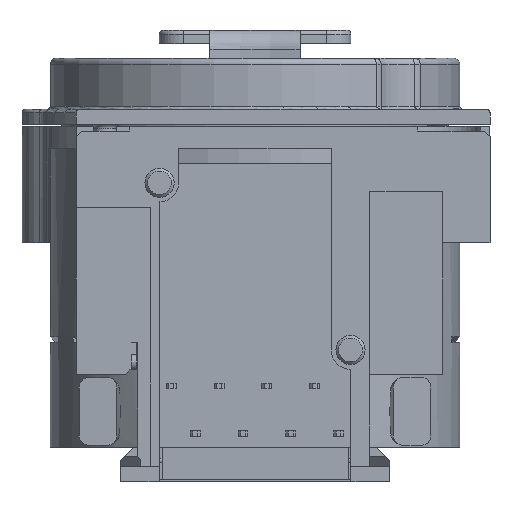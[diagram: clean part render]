
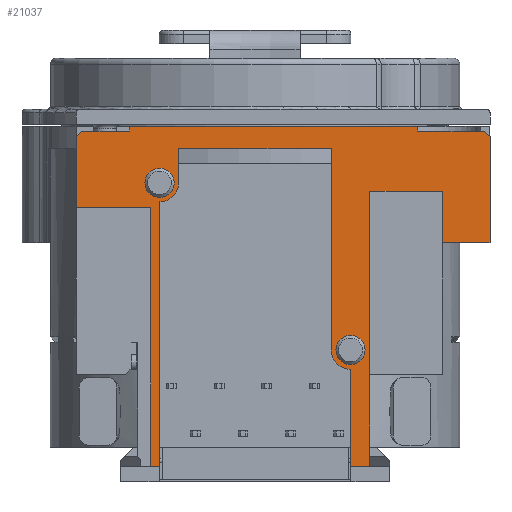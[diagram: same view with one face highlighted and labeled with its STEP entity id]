
A CAD part, front view. The second image highlights one B-rep face of the part: STEP entity #21037.
In plain terms, the highlighted planar face has unit normal (0, -1, 0).
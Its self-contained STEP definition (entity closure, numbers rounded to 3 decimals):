
#445=FACE_BOUND('',#4184,.T.);
#446=FACE_BOUND('',#4185,.T.);
#2293=CIRCLE('',#22455,0.775);
#2294=CIRCLE('',#22458,1.015);
#2295=CIRCLE('',#22459,1.025);
#2296=CIRCLE('',#22460,0.775);
#3024=FACE_OUTER_BOUND('',#4183,.T.);
#4183=EDGE_LOOP('',(#16560,#16561,#16562,#16563,#16564,#16565,#16566,#16567,
#16568,#16569,#16570,#16571,#16572,#16573,#16574,#16575,#16576,#16577,#16578,
#16579,#16580,#16581,#16582,#16583,#16584,#16585));
#4184=EDGE_LOOP('',(#16586));
#4185=EDGE_LOOP('',(#16587));
#5029=LINE('',#30211,#7054);
#5281=LINE('',#31148,#7306);
#5544=LINE('',#32115,#7569);
#5915=LINE('',#34276,#7940);
#5924=LINE('',#34296,#7949);
#5929=LINE('',#34305,#7954);
#5933=LINE('',#34311,#7958);
#6003=LINE('',#34606,#8028);
#6006=LINE('',#34612,#8031);
#6007=LINE('',#34614,#8032);
#6008=LINE('',#34618,#8033);
#6009=LINE('',#34619,#8034);
#6010=LINE('',#34622,#8035);
#6011=LINE('',#34624,#8036);
#6012=LINE('',#34626,#8037);
#6013=LINE('',#34628,#8038);
#6014=LINE('',#34630,#8039);
#6015=LINE('',#34632,#8040);
#6016=LINE('',#34633,#8041);
#6017=LINE('',#34635,#8042);
#6018=LINE('',#34637,#8043);
#6019=LINE('',#34639,#8044);
#6020=LINE('',#34641,#8045);
#6021=LINE('',#34642,#8046);
#7054=VECTOR('',#23650,10.);
#7306=VECTOR('',#24160,10.);
#7569=VECTOR('',#24755,10.);
#7940=VECTOR('',#25714,10.);
#7949=VECTOR('',#25731,10.);
#7954=VECTOR('',#25738,10.);
#7958=VECTOR('',#25746,10.);
#8028=VECTOR('',#25946,10.);
#8031=VECTOR('',#25951,10.);
#8032=VECTOR('',#25952,10.);
#8033=VECTOR('',#25955,10.);
#8034=VECTOR('',#25956,10.);
#8035=VECTOR('',#25959,10.);
#8036=VECTOR('',#25960,10.);
#8037=VECTOR('',#25961,10.);
#8038=VECTOR('',#25962,10.);
#8039=VECTOR('',#25963,10.);
#8040=VECTOR('',#25964,10.);
#8041=VECTOR('',#25965,10.);
#8042=VECTOR('',#25966,10.);
#8043=VECTOR('',#25967,10.);
#8044=VECTOR('',#25968,10.);
#8045=VECTOR('',#25969,10.);
#8046=VECTOR('',#25970,10.);
#9125=VERTEX_POINT('',#30208);
#9126=VERTEX_POINT('',#30210);
#9439=VERTEX_POINT('',#31145);
#9440=VERTEX_POINT('',#31147);
#9730=VERTEX_POINT('',#32112);
#9731=VERTEX_POINT('',#32114);
#10099=VERTEX_POINT('',#34275);
#10105=VERTEX_POINT('',#34293);
#10106=VERTEX_POINT('',#34295);
#10109=VERTEX_POINT('',#34303);
#10186=VERTEX_POINT('',#34597);
#10188=VERTEX_POINT('',#34603);
#10189=VERTEX_POINT('',#34605);
#10191=VERTEX_POINT('',#34611);
#10192=VERTEX_POINT('',#34613);
#10193=VERTEX_POINT('',#34615);
#10194=VERTEX_POINT('',#34617);
#10195=VERTEX_POINT('',#34621);
#10196=VERTEX_POINT('',#34623);
#10197=VERTEX_POINT('',#34625);
#10198=VERTEX_POINT('',#34627);
#10199=VERTEX_POINT('',#34629);
#10200=VERTEX_POINT('',#34631);
#10201=VERTEX_POINT('',#34634);
#10202=VERTEX_POINT('',#34636);
#10203=VERTEX_POINT('',#34638);
#10204=VERTEX_POINT('',#34640);
#10205=VERTEX_POINT('',#34643);
#11119=EDGE_CURVE('',#9125,#9126,#5029,.T.);
#11489=EDGE_CURVE('',#9439,#9440,#5281,.T.);
#11864=EDGE_CURVE('',#9731,#9730,#5544,.T.);
#12433=EDGE_CURVE('',#10099,#9731,#5915,.T.);
#12443=EDGE_CURVE('',#10106,#10105,#5924,.T.);
#12448=EDGE_CURVE('',#10105,#10109,#5929,.T.);
#12452=EDGE_CURVE('',#10109,#9126,#5933,.T.);
#12563=EDGE_CURVE('',#10186,#10186,#2293,.T.);
#12566=EDGE_CURVE('',#10189,#10188,#6003,.T.);
#12569=EDGE_CURVE('',#10191,#10099,#6006,.T.);
#12570=EDGE_CURVE('',#9730,#10192,#6007,.T.);
#12571=EDGE_CURVE('',#10193,#10192,#2294,.T.);
#12572=EDGE_CURVE('',#10193,#10194,#6008,.T.);
#12573=EDGE_CURVE('',#10194,#10189,#6009,.T.);
#12574=EDGE_CURVE('',#10106,#10188,#2295,.T.);
#12575=EDGE_CURVE('',#9125,#10195,#6010,.T.);
#12576=EDGE_CURVE('',#10195,#10196,#6011,.T.);
#12577=EDGE_CURVE('',#10197,#10196,#6012,.T.);
#12578=EDGE_CURVE('',#10198,#10197,#6013,.T.);
#12579=EDGE_CURVE('',#10199,#10198,#6014,.T.);
#12580=EDGE_CURVE('',#10199,#10200,#6015,.T.);
#12581=EDGE_CURVE('',#10200,#9440,#6016,.T.);
#12582=EDGE_CURVE('',#9439,#10201,#6017,.T.);
#12583=EDGE_CURVE('',#10201,#10202,#6018,.T.);
#12584=EDGE_CURVE('',#10203,#10202,#6019,.T.);
#12585=EDGE_CURVE('',#10203,#10204,#6020,.T.);
#12586=EDGE_CURVE('',#10204,#10191,#6021,.T.);
#12587=EDGE_CURVE('',#10205,#10205,#2296,.T.);
#16560=ORIENTED_EDGE('',*,*,#12569,.T.);
#16561=ORIENTED_EDGE('',*,*,#12433,.T.);
#16562=ORIENTED_EDGE('',*,*,#11864,.T.);
#16563=ORIENTED_EDGE('',*,*,#12570,.T.);
#16564=ORIENTED_EDGE('',*,*,#12571,.F.);
#16565=ORIENTED_EDGE('',*,*,#12572,.T.);
#16566=ORIENTED_EDGE('',*,*,#12573,.T.);
#16567=ORIENTED_EDGE('',*,*,#12566,.T.);
#16568=ORIENTED_EDGE('',*,*,#12574,.F.);
#16569=ORIENTED_EDGE('',*,*,#12443,.T.);
#16570=ORIENTED_EDGE('',*,*,#12448,.T.);
#16571=ORIENTED_EDGE('',*,*,#12452,.T.);
#16572=ORIENTED_EDGE('',*,*,#11119,.F.);
#16573=ORIENTED_EDGE('',*,*,#12575,.T.);
#16574=ORIENTED_EDGE('',*,*,#12576,.T.);
#16575=ORIENTED_EDGE('',*,*,#12577,.F.);
#16576=ORIENTED_EDGE('',*,*,#12578,.F.);
#16577=ORIENTED_EDGE('',*,*,#12579,.F.);
#16578=ORIENTED_EDGE('',*,*,#12580,.T.);
#16579=ORIENTED_EDGE('',*,*,#12581,.T.);
#16580=ORIENTED_EDGE('',*,*,#11489,.F.);
#16581=ORIENTED_EDGE('',*,*,#12582,.T.);
#16582=ORIENTED_EDGE('',*,*,#12583,.T.);
#16583=ORIENTED_EDGE('',*,*,#12584,.F.);
#16584=ORIENTED_EDGE('',*,*,#12585,.T.);
#16585=ORIENTED_EDGE('',*,*,#12586,.T.);
#16586=ORIENTED_EDGE('',*,*,#12563,.T.);
#16587=ORIENTED_EDGE('',*,*,#12587,.T.);
#20205=PLANE('',#22457);
#21037=ADVANCED_FACE('',(#3024,#445,#446),#20205,.T.);
#22455=AXIS2_PLACEMENT_3D('',#34599,#25940,#25941);
#22457=AXIS2_PLACEMENT_3D('',#34610,#25949,#25950);
#22458=AXIS2_PLACEMENT_3D('',#34616,#25953,#25954);
#22459=AXIS2_PLACEMENT_3D('',#34620,#25957,#25958);
#22460=AXIS2_PLACEMENT_3D('',#34644,#25971,#25972);
#23650=DIRECTION('',(0.,0.,-1.));
#24160=DIRECTION('',(1.,0.,0.));
#24755=DIRECTION('',(0.,0.,1.));
#25714=DIRECTION('',(1.,0.,0.));
#25731=DIRECTION('',(1.,0.,0.));
#25738=DIRECTION('',(0.,0.,-1.));
#25746=DIRECTION('',(1.,0.,0.));
#25940=DIRECTION('center_axis',(0.,1.,0.));
#25941=DIRECTION('ref_axis',(-1.,0.,0.));
#25946=DIRECTION('',(0.,0.,-1.));
#25949=DIRECTION('center_axis',(0.,-1.,0.));
#25950=DIRECTION('ref_axis',(0.,0.,-1.));
#25951=DIRECTION('',(0.,0.,-1.));
#25952=DIRECTION('',(1.,0.,0.));
#25953=DIRECTION('center_axis',(0.,1.,0.));
#25954=DIRECTION('ref_axis',(-1.,0.,0.));
#25955=DIRECTION('',(0.,0.,1.));
#25956=DIRECTION('',(1.,0.,0.));
#25957=DIRECTION('center_axis',(0.,1.,0.));
#25958=DIRECTION('ref_axis',(-1.,0.,0.));
#25959=DIRECTION('',(1.,0.,0.));
#25960=DIRECTION('',(0.,0.,-1.));
#25961=DIRECTION('',(-1.,0.,0.));
#25962=DIRECTION('',(0.,0.,-1.));
#25963=DIRECTION('',(0.707,0.,-0.707));
#25964=DIRECTION('',(-1.,0.,0.));
#25965=DIRECTION('',(0.,0.,1.));
#25966=DIRECTION('',(0.,0.,-1.));
#25967=DIRECTION('',(-1.,0.,0.));
#25968=DIRECTION('',(0.707,0.,0.707));
#25969=DIRECTION('',(0.,0.,-1.));
#25970=DIRECTION('',(1.,0.,0.));
#25971=DIRECTION('center_axis',(0.,1.,0.));
#25972=DIRECTION('ref_axis',(-1.,0.,0.));
#30208=CARTESIAN_POINT('',(6.105,-12.5,-4.25));
#30210=CARTESIAN_POINT('',(6.105,-12.5,-18.88));
#30211=CARTESIAN_POINT('',(6.105,-12.5,-2.));
#31145=CARTESIAN_POINT('',(-6.675,-12.5,-0.8));
#31147=CARTESIAN_POINT('',(8.65,-12.5,-0.8));
#31148=CARTESIAN_POINT('',(-5.1,-12.5,-0.8));
#32112=CARTESIAN_POINT('',(-5.1,-12.5,-4.822));
#32114=CARTESIAN_POINT('',(-5.1,-12.5,-18.88));
#32115=CARTESIAN_POINT('',(-5.1,-12.5,-6.703));
#34275=CARTESIAN_POINT('',(-5.547,-12.5,-18.88));
#34276=CARTESIAN_POINT('',(-5.,-12.5,-18.88));
#34293=CARTESIAN_POINT('',(5.1,-12.5,-13.722));
#34295=CARTESIAN_POINT('',(5.,-12.5,-13.722));
#34296=CARTESIAN_POINT('',(-0.05,-12.5,-13.722));
#34303=CARTESIAN_POINT('',(5.1,-12.5,-18.88));
#34305=CARTESIAN_POINT('',(5.1,-12.5,-7.188));
#34311=CARTESIAN_POINT('',(6.105,-12.5,-18.88));
#34597=CARTESIAN_POINT('',(5.855,-12.5,-12.7));
#34599=CARTESIAN_POINT('Origin',(5.08,-12.5,-12.7));
#34603=CARTESIAN_POINT('',(4.055,-12.5,-12.7));
#34605=CARTESIAN_POINT('',(4.055,-12.5,-2.));
#34606=CARTESIAN_POINT('',(4.055,-12.5,-2.));
#34610=CARTESIAN_POINT('Origin',(-5.1,-12.5,-0.8));
#34611=CARTESIAN_POINT('',(-5.547,-12.5,-5.13));
#34612=CARTESIAN_POINT('',(-5.547,-12.5,-9.84));
#34613=CARTESIAN_POINT('',(-5.,-12.5,-4.822));
#34614=CARTESIAN_POINT('',(-5.05,-12.5,-4.822));
#34615=CARTESIAN_POINT('',(-4.065,-12.5,-3.81));
#34616=CARTESIAN_POINT('Origin',(-5.08,-12.5,-3.81));
#34617=CARTESIAN_POINT('',(-4.065,-12.5,-2.));
#34618=CARTESIAN_POINT('',(-4.065,-12.5,-3.81));
#34619=CARTESIAN_POINT('',(-5.1,-12.5,-2.));
#34620=CARTESIAN_POINT('Origin',(5.08,-12.5,-12.7));
#34621=CARTESIAN_POINT('',(9.987,-12.5,-4.25));
#34622=CARTESIAN_POINT('',(1.473,-12.5,-4.25));
#34623=CARTESIAN_POINT('',(9.987,-12.5,-7.));
#34624=CARTESIAN_POINT('',(9.987,-12.5,-7.65));
#34625=CARTESIAN_POINT('',(12.5,-12.5,-7.));
#34626=CARTESIAN_POINT('',(10.55,-12.5,-7.));
#34627=CARTESIAN_POINT('',(12.5,-12.5,-1.35));
#34628=CARTESIAN_POINT('',(12.5,-12.5,-2.));
#34629=CARTESIAN_POINT('',(12.2,-12.5,-1.05));
#34630=CARTESIAN_POINT('',(7.887,-12.5,3.263));
#34631=CARTESIAN_POINT('',(8.65,-12.5,-1.05));
#34632=CARTESIAN_POINT('',(-2.201,-12.5,-1.05));
#34633=CARTESIAN_POINT('',(8.65,-12.5,-0.8));
#34634=CARTESIAN_POINT('',(-6.675,-12.5,-1.05));
#34635=CARTESIAN_POINT('',(-6.675,-12.5,-0.8));
#34636=CARTESIAN_POINT('',(-9.225,-12.5,-1.05));
#34637=CARTESIAN_POINT('',(-2.201,-12.5,-1.05));
#34638=CARTESIAN_POINT('',(-9.525,-12.5,-1.35));
#34639=CARTESIAN_POINT('',(-8.206,-12.5,-0.031));
#34640=CARTESIAN_POINT('',(-9.525,-12.5,-5.13));
#34641=CARTESIAN_POINT('',(-9.525,-12.5,-0.8));
#34642=CARTESIAN_POINT('',(-8.273,-12.5,-5.13));
#34643=CARTESIAN_POINT('',(-4.305,-12.5,-3.81));
#34644=CARTESIAN_POINT('Origin',(-5.08,-12.5,-3.81));
